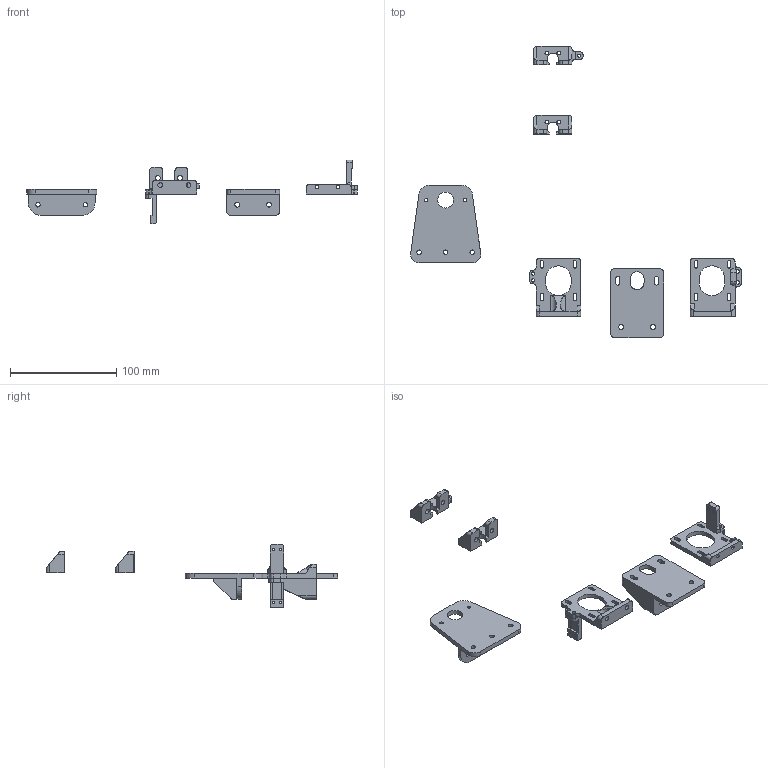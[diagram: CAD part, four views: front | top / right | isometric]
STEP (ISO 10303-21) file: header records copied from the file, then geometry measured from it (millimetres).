
FILE_DESCRIPTION( ( '' ), ' ' );
FILE_NAME( 'import_example_1.step', '2022-07-20T14:02:00', ( '' ), ( '' ), ' ', ' ', ' ' );
FILE_SCHEMA( ( 'AUTOMOTIVE_DESIGN { 1 0 10303 214 1 1 1 1 }' ) );
Length unit declared in the file: metre
Products named in the file (8): DualZ v1 -- Product; screw mount -- Product
Bounding box: 311.25 x 274.12 x 60 mm (x, y, z)
Volume: 78701.2 mm3; surface area: 46124.7 mm2
Topology: 8 solids, 8 shells, 312 faces, 863 edges, 564 vertices
Faces by surface type: plane 179, cylinder 130, bspline 2, sphere 1
Full cylindrical faces by diameter (mm): 2.45 x2, 2.98 x1, 3.2 x12, 3.5 x4, 4.2 x5, 4.5 x6, 4.7 x4, 15 x1
Entity records: 12687 total; most frequent: CARTESIAN_POINT 1866, DIRECTION 1717, ORIENTED_EDGE 1652, EDGE_CURVE 826, AXIS2_PLACEMENT_3D 580, VERTEX_POINT 563, LINE 557, VECTOR 557
